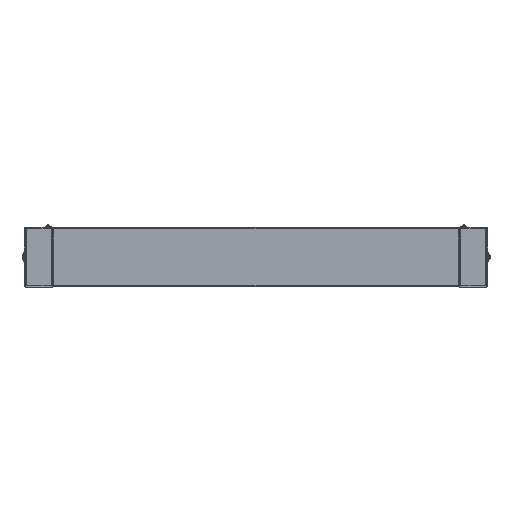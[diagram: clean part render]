
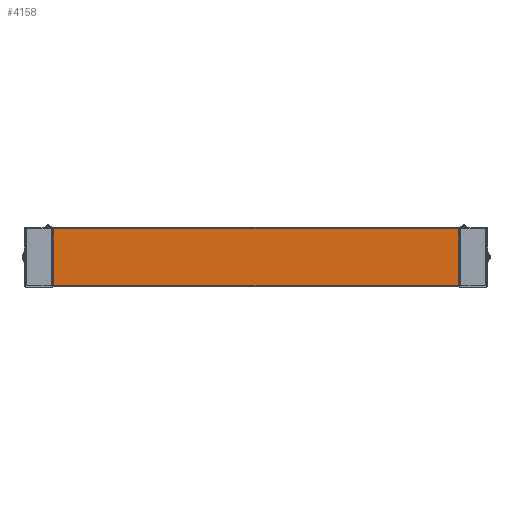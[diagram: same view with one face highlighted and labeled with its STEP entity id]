
A CAD part, left-side view. The second image highlights one B-rep face of the part: STEP entity #4158.
In plain terms, the highlighted planar face has unit normal (-1, 0, 0).
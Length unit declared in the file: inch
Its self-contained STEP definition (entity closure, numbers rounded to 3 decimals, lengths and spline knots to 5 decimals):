
#965 = VECTOR ( 'NONE', #32655, 39.37008 ) ;
#3804 = AXIS2_PLACEMENT_3D ( 'NONE', #24706, #8359, #27305 ) ;
#3878 = CARTESIAN_POINT ( 'NONE',  ( -19.64567, -19.27165, -1.92913 ) ) ;
#4158 = ADVANCED_FACE ( 'NONE', ( #40400 ), #30937, .F. ) ;
#4416 = DIRECTION ( 'NONE',  ( 0., 1., 0. ) ) ;
#4518 = VERTEX_POINT ( 'NONE', #31040 ) ;
#5707 = LINE ( 'NONE', #35130, #39642 ) ;
#6148 = DIRECTION ( 'NONE',  ( 0., -1., 0. ) ) ;
#7508 = VECTOR ( 'NONE', #27896, 39.37008 ) ;
#8359 = DIRECTION ( 'NONE',  ( 1., 0., 0. ) ) ;
#8520 = CARTESIAN_POINT ( 'NONE',  ( -19.64567, 7.46063, 0. ) ) ;
#9301 = VERTEX_POINT ( 'NONE', #3878 ) ;
#9498 = ORIENTED_EDGE ( 'NONE', *, *, #13527, .F. ) ;
#10119 = VERTEX_POINT ( 'NONE', #33507 ) ;
#10423 = VERTEX_POINT ( 'NONE', #13277 ) ;
#12409 = ORIENTED_EDGE ( 'NONE', *, *, #12753, .F. ) ;
#12753 = EDGE_CURVE ( 'NONE', #4518, #10119, #5707, .T. ) ;
#13277 = CARTESIAN_POINT ( 'NONE',  ( -19.64567, 7.46063, -1.92913 ) ) ;
#13527 = EDGE_CURVE ( 'NONE', #10423, #4518, #33900, .T. ) ;
#13683 = EDGE_LOOP ( 'NONE', ( #9498, #30073, #19362, #12409 ) ) ;
#17589 = EDGE_CURVE ( 'NONE', #10119, #9301, #29864, .T. ) ;
#19362 = ORIENTED_EDGE ( 'NONE', *, *, #17589, .F. ) ;
#20723 = CARTESIAN_POINT ( 'NONE',  ( -19.64567, -5.90551, -1.92913 ) ) ;
#21603 = VECTOR ( 'NONE', #4416, 39.37008 ) ;
#24706 = CARTESIAN_POINT ( 'NONE',  ( -19.64567, -5.90551, 0. ) ) ;
#27305 = DIRECTION ( 'NONE',  ( 0., 0., 1. ) ) ;
#27896 = DIRECTION ( 'NONE',  ( 0., 0., 1. ) ) ;
#29446 = CARTESIAN_POINT ( 'NONE',  ( -19.64567, -19.27165, 0. ) ) ;
#29864 = LINE ( 'NONE', #29446, #965 ) ;
#29999 = LINE ( 'NONE', #20723, #21603 ) ;
#30073 = ORIENTED_EDGE ( 'NONE', *, *, #30827, .F. ) ;
#30827 = EDGE_CURVE ( 'NONE', #9301, #10423, #29999, .T. ) ;
#30937 = PLANE ( 'NONE',  #3804 ) ;
#31040 = CARTESIAN_POINT ( 'NONE',  ( -19.64567, 7.46063, 1.92913 ) ) ;
#32655 = DIRECTION ( 'NONE',  ( 0., 0., -1. ) ) ;
#33507 = CARTESIAN_POINT ( 'NONE',  ( -19.64567, -19.27165, 1.92913 ) ) ;
#33900 = LINE ( 'NONE', #8520, #7508 ) ;
#35130 = CARTESIAN_POINT ( 'NONE',  ( -19.64567, -5.90551, 1.92913 ) ) ;
#39642 = VECTOR ( 'NONE', #6148, 39.37008 ) ;
#40400 = FACE_OUTER_BOUND ( 'NONE', #13683, .T. ) ;
